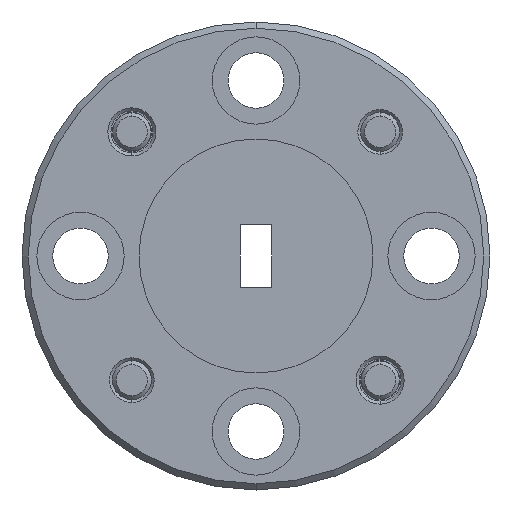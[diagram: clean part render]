
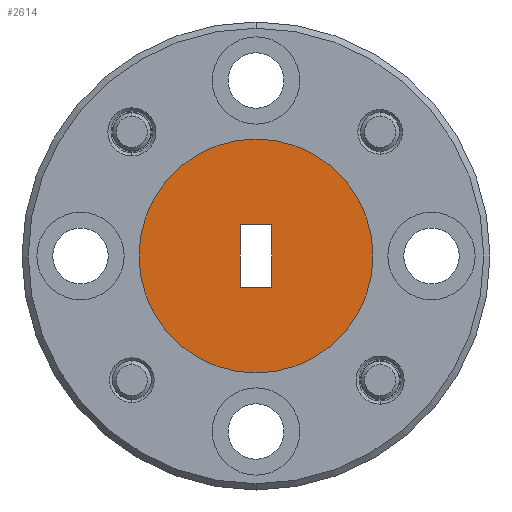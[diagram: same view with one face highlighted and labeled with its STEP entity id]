
A CAD part, left-side view. The second image highlights one B-rep face of the part: STEP entity #2614.
In plain terms, the highlighted planar face has unit normal (-1, 0, 0).
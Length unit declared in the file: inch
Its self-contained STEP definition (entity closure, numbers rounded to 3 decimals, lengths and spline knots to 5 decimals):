
#134 = DIRECTION ( 'NONE',  ( 0., 0., 1. ) ) ;
#199 = AXIS2_PLACEMENT_3D ( 'NONE', #3084, #2435, #3699 ) ;
#269 = DIRECTION ( 'NONE',  ( 0., 0., -1. ) ) ;
#331 = EDGE_LOOP ( 'NONE', ( #3505, #346, #3892, #1528 ) ) ;
#346 = ORIENTED_EDGE ( 'NONE', *, *, #3319, .T. ) ;
#353 = VERTEX_POINT ( 'NONE', #2840 ) ;
#431 = CARTESIAN_POINT ( 'NONE',  ( -0.65805, 2.11502, 2.83461 ) ) ;
#492 = VECTOR ( 'NONE', #1605, 39.37008 ) ;
#536 = DIRECTION ( 'NONE',  ( 0., 1., 0. ) ) ;
#567 = EDGE_CURVE ( 'NONE', #3056, #4145, #1368, .T. ) ;
#785 = PLANE ( 'NONE',  #2865 ) ;
#1085 = CARTESIAN_POINT ( 'NONE',  ( -0.65805, 2.09002, 2.88461 ) ) ;
#1093 = EDGE_CURVE ( 'NONE', #2553, #1733, #3150, .T. ) ;
#1115 = ORIENTED_EDGE ( 'NONE', *, *, #1093, .T. ) ;
#1154 = CARTESIAN_POINT ( 'NONE',  ( -0.65805, 2.09002, 2.88461 ) ) ;
#1206 = EDGE_CURVE ( 'NONE', #1733, #2553, #4122, .T. ) ;
#1368 = LINE ( 'NONE', #3946, #492 ) ;
#1419 = DIRECTION ( 'NONE',  ( 0., -1., 0. ) ) ;
#1528 = ORIENTED_EDGE ( 'NONE', *, *, #4272, .T. ) ;
#1605 = DIRECTION ( 'NONE',  ( 0., -1., 0. ) ) ;
#1733 = VERTEX_POINT ( 'NONE', #2588 ) ;
#1773 = VERTEX_POINT ( 'NONE', #2652 ) ;
#1937 = FACE_BOUND ( 'NONE', #331, .T. ) ;
#1944 = DIRECTION ( 'NONE',  ( 0., 1., 0. ) ) ;
#2152 = VECTOR ( 'NONE', #1944, 39.37008 ) ;
#2262 = EDGE_LOOP ( 'NONE', ( #1115, #2426 ) ) ;
#2263 = CARTESIAN_POINT ( 'NONE',  ( -0.65805, 2.06502, 2.83461 ) ) ;
#2267 = LINE ( 'NONE', #2263, #2512 ) ;
#2411 = LINE ( 'NONE', #3596, #2152 ) ;
#2426 = ORIENTED_EDGE ( 'NONE', *, *, #1206, .T. ) ;
#2435 = DIRECTION ( 'NONE',  ( -1., 0., 0. ) ) ;
#2483 = EDGE_CURVE ( 'NONE', #353, #1773, #2411, .T. ) ;
#2512 = VECTOR ( 'NONE', #269, 39.37008 ) ;
#2521 = CARTESIAN_POINT ( 'NONE',  ( -0.65805, 2.06502, 2.93461 ) ) ;
#2553 = VERTEX_POINT ( 'NONE', #4037 ) ;
#2588 = CARTESIAN_POINT ( 'NONE',  ( -0.65805, 1.90252, 2.88461 ) ) ;
#2614 = ADVANCED_FACE ( 'NONE', ( #3599, #1937 ), #785, .T. ) ;
#2640 = AXIS2_PLACEMENT_3D ( 'NONE', #1154, #3497, #536 ) ;
#2652 = CARTESIAN_POINT ( 'NONE',  ( -0.65805, 2.11502, 2.83461 ) ) ;
#2794 = DIRECTION ( 'NONE',  ( -1., 0., 0. ) ) ;
#2840 = CARTESIAN_POINT ( 'NONE',  ( -0.65805, 2.06502, 2.83461 ) ) ;
#2865 = AXIS2_PLACEMENT_3D ( 'NONE', #1085, #2794, #1419 ) ;
#3056 = VERTEX_POINT ( 'NONE', #3500 ) ;
#3084 = CARTESIAN_POINT ( 'NONE',  ( -0.65805, 2.09002, 2.88461 ) ) ;
#3150 = CIRCLE ( 'NONE', #199, 0.1875 ) ;
#3319 = EDGE_CURVE ( 'NONE', #1773, #3056, #3332, .T. ) ;
#3332 = LINE ( 'NONE', #431, #4001 ) ;
#3497 = DIRECTION ( 'NONE',  ( -1., 0., 0. ) ) ;
#3500 = CARTESIAN_POINT ( 'NONE',  ( -0.65805, 2.11502, 2.93461 ) ) ;
#3505 = ORIENTED_EDGE ( 'NONE', *, *, #2483, .T. ) ;
#3596 = CARTESIAN_POINT ( 'NONE',  ( -0.65805, 2.06502, 2.83461 ) ) ;
#3599 = FACE_OUTER_BOUND ( 'NONE', #2262, .T. ) ;
#3699 = DIRECTION ( 'NONE',  ( 0., 1., 0. ) ) ;
#3892 = ORIENTED_EDGE ( 'NONE', *, *, #567, .T. ) ;
#3946 = CARTESIAN_POINT ( 'NONE',  ( -0.65805, 2.09002, 2.93461 ) ) ;
#4001 = VECTOR ( 'NONE', #134, 39.37008 ) ;
#4037 = CARTESIAN_POINT ( 'NONE',  ( -0.65805, 2.27752, 2.88461 ) ) ;
#4122 = CIRCLE ( 'NONE', #2640, 0.1875 ) ;
#4145 = VERTEX_POINT ( 'NONE', #2521 ) ;
#4272 = EDGE_CURVE ( 'NONE', #4145, #353, #2267, .T. ) ;
